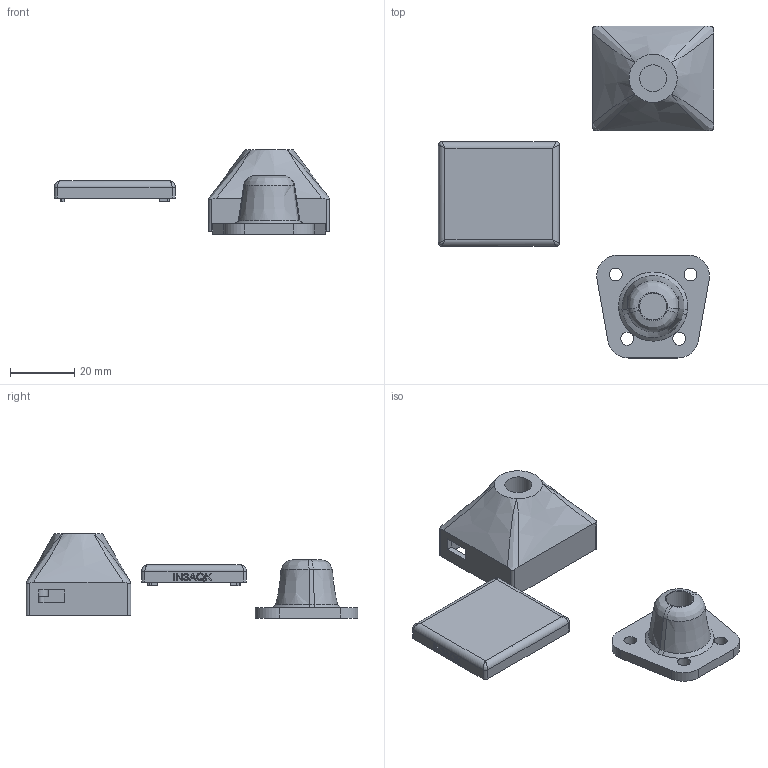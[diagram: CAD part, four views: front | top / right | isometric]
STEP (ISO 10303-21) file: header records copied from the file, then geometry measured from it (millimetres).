
FILE_DESCRIPTION(/* description */ (''),/* implementation_level */ '2;1');
FILE_NAME(/* name */ 'CN06Gpsolderdrone v2.stp',/* time_stamp */ '2023-01-01T15:19:01+01:00',/* author */ (''),/* organization */ (''),/* preprocessor_version */ 'ST-DEVELOPER v19.2',/* originating_system */ 'Autodesk Translation Framework v11.17.0.187',/* authorisation */ '');
FILE_SCHEMA (('AUTOMOTIVE_DESIGN { 1 0 10303 214 3 1 1 }'));
Length unit declared in the file: millimetre
Products named in the file (4): CN06_Gps_older_drone; CN06_GPS_holder; CN06_GPS_holder_base; CN06_GPS_holder_cap
Assembly tree (3 placements, depth 2):
  CN06_Gps_older_drone
    CN06_GPS_holder
    CN06_GPS_holder_base
    CN06_GPS_holder_cap
Bounding box: 85.6 x 103.3 x 26.2 mm (x, y, z)
Volume: 18890.9 mm3; surface area: 13609.9 mm2
Topology: 3 solids, 3 shells, 222 faces, 582 edges, 376 vertices
Faces by surface type: plane 114, bspline 78, cylinder 30
Full cylindrical faces by diameter (mm): 2.2 x2, 4 x4, 4.1 x2, 8.4 x2
Entity records: 8400 total; most frequent: CARTESIAN_POINT 3338, ORIENTED_EDGE 1148, DIRECTION 776, EDGE_CURVE 574, VERTEX_POINT 376, LINE 354, VECTOR 354, EDGE_LOOP 250
